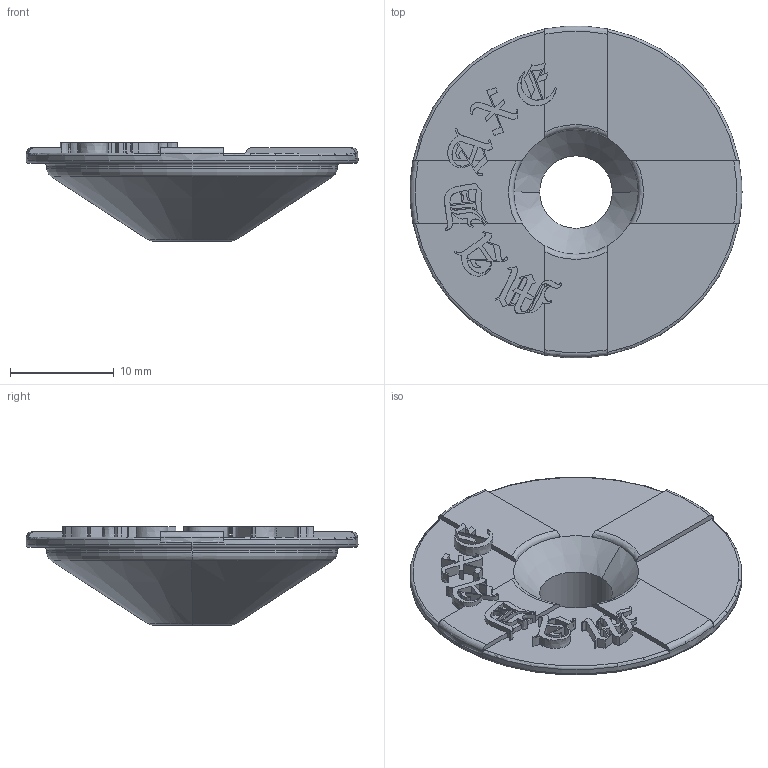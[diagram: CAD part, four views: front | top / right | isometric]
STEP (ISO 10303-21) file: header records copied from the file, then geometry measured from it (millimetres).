
FILE_DESCRIPTION(('3DEXPERIENCE CATIA STEP','CAx-IF Rec.Pracs.--- Model Styling and Organization---1.5--- 2016-08-15','CAx-IF Rec.Pracs.---Supplemental Geometry---1.0---2011-11-01','CAx-IF Rec.Pracs.--- Composite Materials ---3.4---2017-06-13','CAx-IF Rec.Pracs.---Tessellated 3D Geometry---1.0---2015-12-17'),'2;1');
FILE_NAME('PN01557658 STEM CAP.stp','2023-11-26T22:55:42+00:00',('none'),('NIKOLA MOTOR COMPANY'),'3DEXPERIENCE Platform3DEXPERIENCE R2023x HotFix 2','3DEXPERIENCE Platform STEP AP242 v2','none');
FILE_SCHEMA(('AP242_MANAGED_MODEL_BASED_3D_ENGINEERING_MIM_LF {1 0 10303 442 1 1 4}'));
Length unit declared in the file: millimetre
Products named in the file (1): 3D Shape01033299
Bounding box: 32 x 32 x 9.5 mm (x, y, z)
Volume: 2977.9 mm3; surface area: 2197.8 mm2
Topology: 1 solids, 1 shells, 252 faces, 676 edges, 444 vertices
Faces by surface type: plane 156, extrusion 64, torus 20, cylinder 8, cone 4
Entity records: 11123 total; most frequent: CARTESIAN_POINT 5441, ORIENTED_EDGE 1352, DIRECTION 792, EDGE_CURVE 676, VECTOR 507, VERTEX_POINT 444, LINE 443, EDGE_LOOP 272
